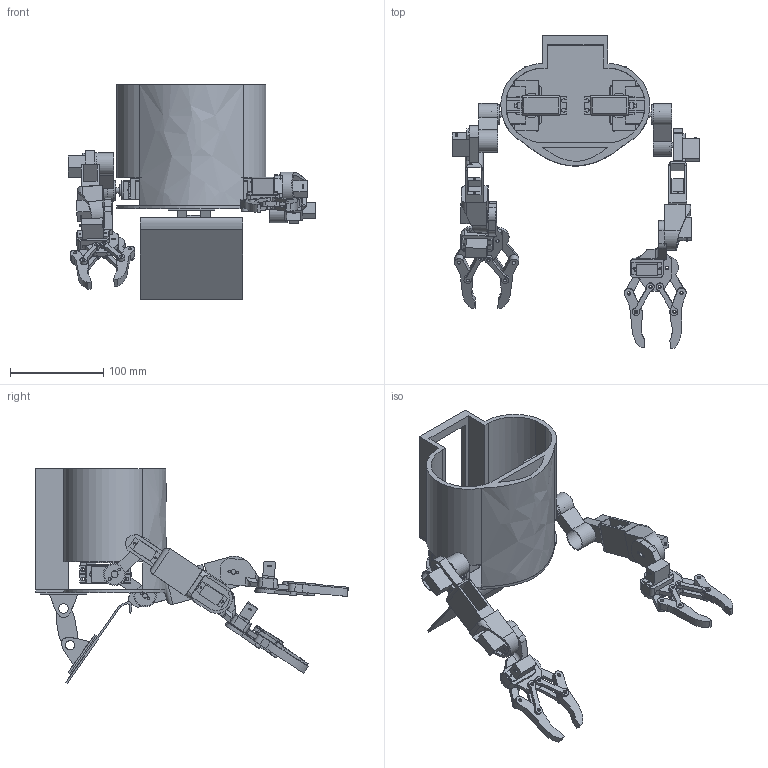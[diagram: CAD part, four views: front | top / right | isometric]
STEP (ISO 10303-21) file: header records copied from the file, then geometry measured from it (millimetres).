
FILE_DESCRIPTION(/* description */ (''),/* implementation_level */ '2;1');
FILE_NAME(/* name */ '',/* time_stamp */ '2023-06-27T09:45:35+08:00',/* author */ (''),/* organization */ (''),/* preprocessor_version */ 'ST-DEVELOPER v19.2',/* originating_system */ 'Autodesk Translation Framework v12.6.0.85',/* authorisation */ '');
FILE_SCHEMA (('AUTOMOTIVE_DESIGN { 1 0 10303 214 3 1 1 }'));
Length unit declared in the file: millimetre
Products named in the file (49): 類凱比身體; 真身體; 零部件8; 零部件2; 零部件4; 零部件5; 零部件3; 零部件6; 零部件12; 右手; Servo Motor MG996R; 零部件16; 零部件18; Servo Motor MG996R (1); 零部件22; Servo Motor Micro  9g; Servo Motor Micro  9g (1); Arm 03; Servo Motor Micro  9g (2); Gripper Assembly; gear1; gear2; Gripper base; Servo Motor Micro  9g (3); Gripper 1; grip link 1; 左手; Servo Motor MG996R (2); 零部件62; 零部件63; 零部件16_1; 零部件17; 零部件64; 零部件65; 零部件66; 零部件67; Servo Motor MG996R (3); 零部件69; Servo Motor Micro  9g (4); Arm 03_1 ...
Assembly tree (59 placements, depth 4):
  類凱比身體
    真身體
      零部件8
    零部件2
    零部件3
    零部件4
    零部件5
      零部件3
    零部件6
    零部件12
    右手
      Servo Motor MG996R
      零部件16
        零部件17
      零部件18
        Servo Motor MG996R (1)
      零部件22
      Servo Motor Micro  9g
      Servo Motor Micro  9g (1)
      Arm 03
        零部件42
      Servo Motor Micro  9g (2)
      Gripper Assembly
        gear1
        gear2
        grip link 1  x4
        Gripper base
        Gripper 1  x2
        Servo Motor Micro  9g (3)
    左手
      Servo Motor MG996R (2)
      零部件62
        零部件63
      零部件16_1
        零部件17
      零部件64
        零部件65
      零部件66
        零部件67
      Servo Motor MG996R (3)
      零部件69
      Servo Motor Micro  9g (4)
      Arm 03_1
        零部件42
      Servo Motor Micro  9g (2) (1)
      Gripper Assembly (1)
        gear1 (1)
        gear2 (1)
        grip link 1 (1)  x4
        Gripper base (1)
        Gripper 1 (1)  x2
        Servo Motor Micro  9g (5)
Bounding box: 265.55 x 335.74 x 230.11 mm (x, y, z)
Volume: 818687.7 mm3; surface area: 381040.3 mm2
Topology: 93 solids, 97 shells, 1733 faces, 4262 edges, 2765 vertices
Faces by surface type: plane 964, cylinder 688, bspline 73, torus 8
Full cylindrical faces by diameter (mm): 1.2 x21, 1.5 x60, 2 x12, 2.2 x12, 2.5 x4, 2.6 x36, 3 x14, 3.5 x36, 4.8 x2, 5 x13, 6 x4, 7.5 x7, 10 x6, 10.7 x4, 10.8 x2, 13 x8, 21 x4, 22 x4, 26 x5
Entity records: 51439 total; most frequent: CARTESIAN_POINT 11139, DIRECTION 8345, ORIENTED_EDGE 7752, EDGE_CURVE 3876, AXIS2_PLACEMENT_3D 2963, VERTEX_POINT 2525, LINE 2419, VECTOR 2419
